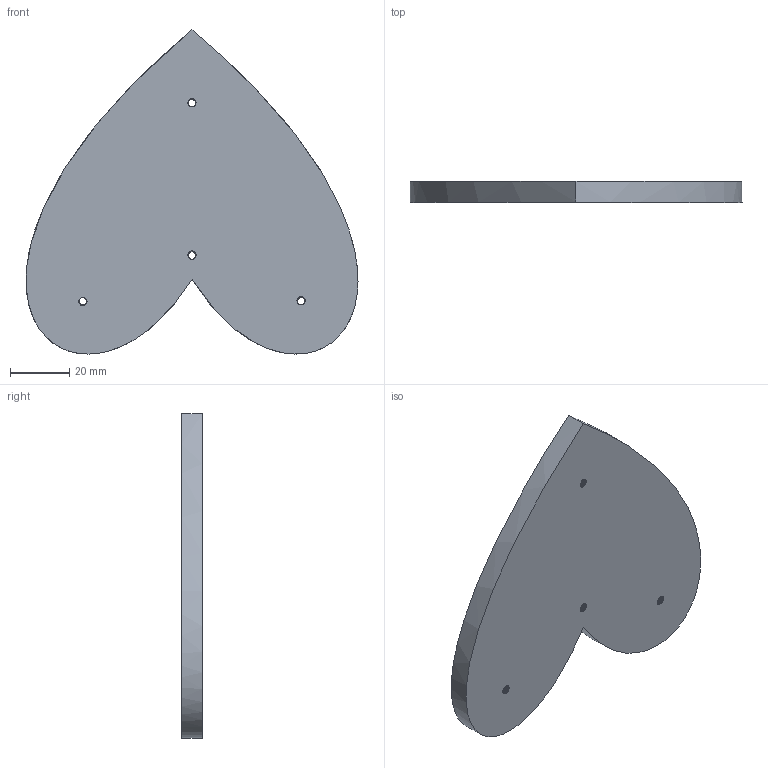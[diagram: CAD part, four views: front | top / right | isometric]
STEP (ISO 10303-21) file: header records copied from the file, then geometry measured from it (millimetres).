
FILE_DESCRIPTION(/* description */ (''),/* implementation_level */ '2;1');
FILE_NAME(/* name */ 'Heart Case.step',/* time_stamp */ '2022-01-03T13:47:45-09:00',/* author */ (''),/* organization */ (''),/* preprocessor_version */ 'ST-DEVELOPER v18.1',/* originating_system */ 'Autodesk Translation Framework v10.10.0.1391',/* authorisation */ '');
FILE_SCHEMA (('AUTOMOTIVE_DESIGN { 1 0 10303 214 3 1 1 }'));
Length unit declared in the file: millimetre
Products named in the file (2): (Unsaved); Component1
Assembly tree (1 placements, depth 2):
  (Unsaved)
    Component1
Bounding box: 111.72 x 7 x 109.07 mm (x, y, z)
Volume: 11213.3 mm3; surface area: 21947.8 mm2
Topology: 1 solids, 1 shells, 97 faces, 268 edges, 178 vertices
Faces by surface type: cylinder 76, bspline 14, plane 7
Full cylindrical faces by diameter (mm): 2.529 x16, 3.086 x8, 8 x1, 10 x3
Entity records: 8323 total; most frequent: CARTESIAN_POINT 6136, ORIENTED_EDGE 536, DIRECTION 292, EDGE_CURVE 268, VERTEX_POINT 178, B_SPLINE_CURVE_WITH_KNOTS 172, EDGE_LOOP 110, AXIS2_PLACEMENT_3D 110
